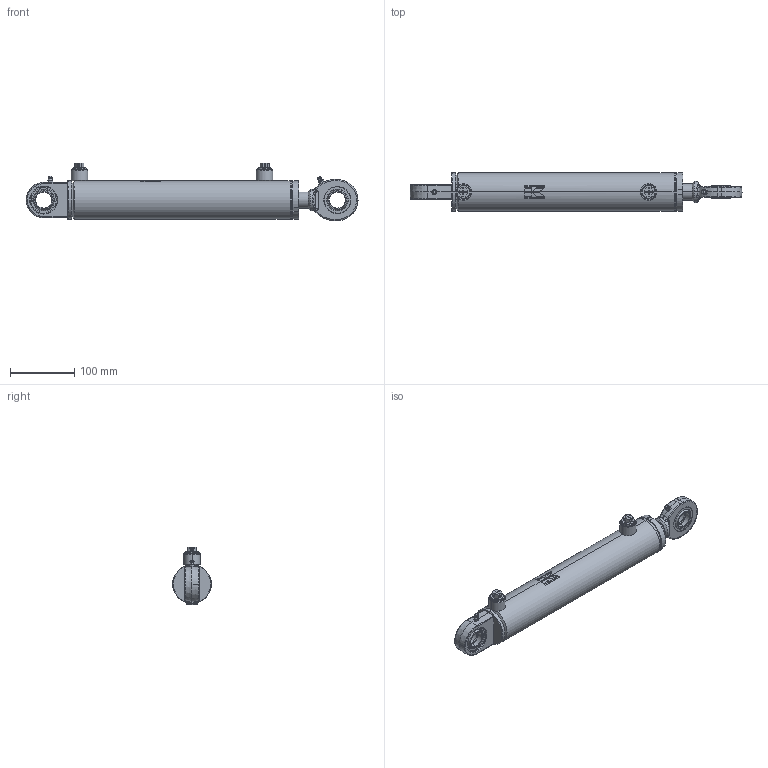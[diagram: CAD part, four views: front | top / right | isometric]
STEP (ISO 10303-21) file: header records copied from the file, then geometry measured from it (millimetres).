
FILE_DESCRIPTION (( 'STEP AP214' ), '1' );
FILE_NAME ('CFGCY0068417-Cylinder.step', '2024-09-19T09:29:04', ( 'Kramp IT' ), ( 'Kramp' ), 'SwSTEP 2.0', 'SolidWorks 2021', '' );
FILE_SCHEMA (( 'AUTOMOTIVE_DESIGN' ));
Length unit declared in the file: millimetre
Products named in the file (21): CFGCY0068417-Cylinder; DS2905015; DC3905001; MATE-AID; DS2905013025_Simplified; GK25DO; DS2905004_Simplified; Rod_Simplified; GF25DO; Tube-MA_Simplified; Rod-WA_Simplified; GK25DO-RD; DS2905004VM_Simplified; SPACER_SPACER; Tube-WA_Simplified; SP06M; LSN06E; Tube_Simplified; DS2905013025VM_Simplified; GF25DO-EC
Assembly tree (21 placements, depth 4):
  CFGCY0068417-Cylinder
    Tube-WA_Simplified
      Tube-MA_Simplified
        Tube_Simplified
        LSN06E
      LSN06E
      DC3905001
        DC3905001
      GF25DO-EC
        GF25DO
    Rod-WA_Simplified
      Rod_Simplified
      GK25DO-RD
        GK25DO
    DS2905013025VM_Simplified
      DS2905013025_Simplified
    DS2905004VM_Simplified
      DS2905004_Simplified
    DS2905015
    SPACER_SPACER
    SP06M  x2
  MATE-AID
Bounding box: 515.5 x 60 x 89 mm (x, y, z)
Volume: 805553.8 mm3; surface area: 253878.3 mm2
Topology: 22 solids, 22 shells, 645 faces, 1494 edges, 921 vertices
Faces by surface type: cylinder 209, plane 197, cone 127, bspline 84, torus 28
Entity records: 28339 total; most frequent: CARTESIAN_POINT 10565, DIRECTION 2746, ORIENTED_EDGE 2596, EDGE_CURVE 1298, AXIS2_PLACEMENT_3D 1121, VERTEX_POINT 799, EDGE_LOOP 633, CIRCLE 610
